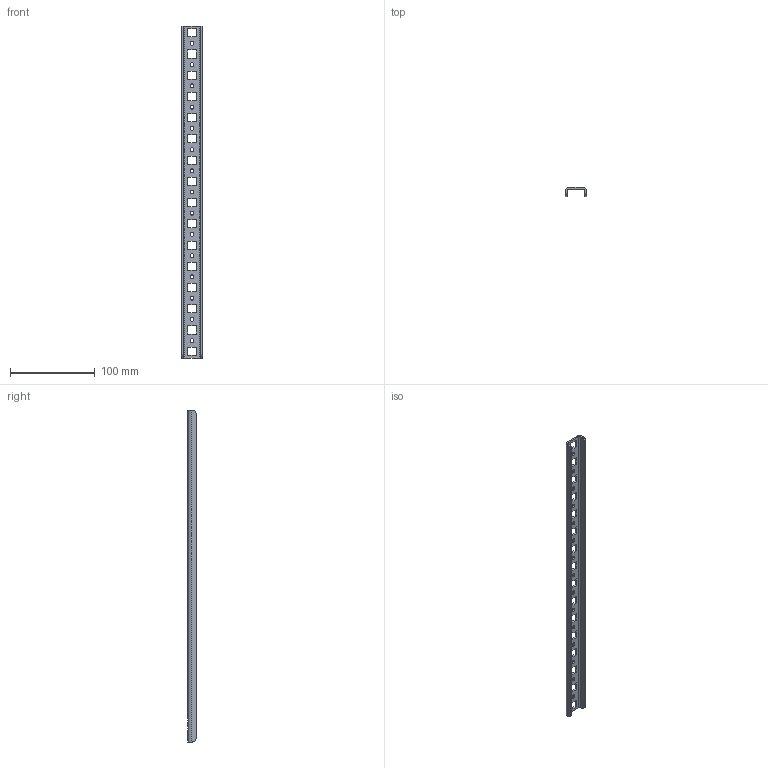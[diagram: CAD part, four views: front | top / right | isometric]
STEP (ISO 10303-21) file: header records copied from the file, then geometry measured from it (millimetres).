
FILE_DESCRIPTION (( 'STEP AP214' ), '1' );
FILE_NAME ('998.650.STEP', '2024-10-01T11:45:58', ( '' ), ( '' ), 'SwSTEP 2.0', 'SolidWorks 2021', '' );
FILE_SCHEMA (( 'AUTOMOTIVE_DESIGN' ));
Length unit declared in the file: millimetre
Products named in the file (1): 998.650
Bounding box: 25 x 10 x 391 mm (x, y, z)
Volume: 26618.7 mm3; surface area: 29968.8 mm2
Topology: 1 solids, 1 shells, 120 faces, 338 edges, 220 vertices
Faces by surface type: plane 82, cylinder 38
Entity records: 4008 total; most frequent: CARTESIAN_POINT 679, ORIENTED_EDGE 676, DIRECTION 656, EDGE_CURVE 338, LINE 262, VECTOR 262, VERTEX_POINT 220, AXIS2_PLACEMENT_3D 197
